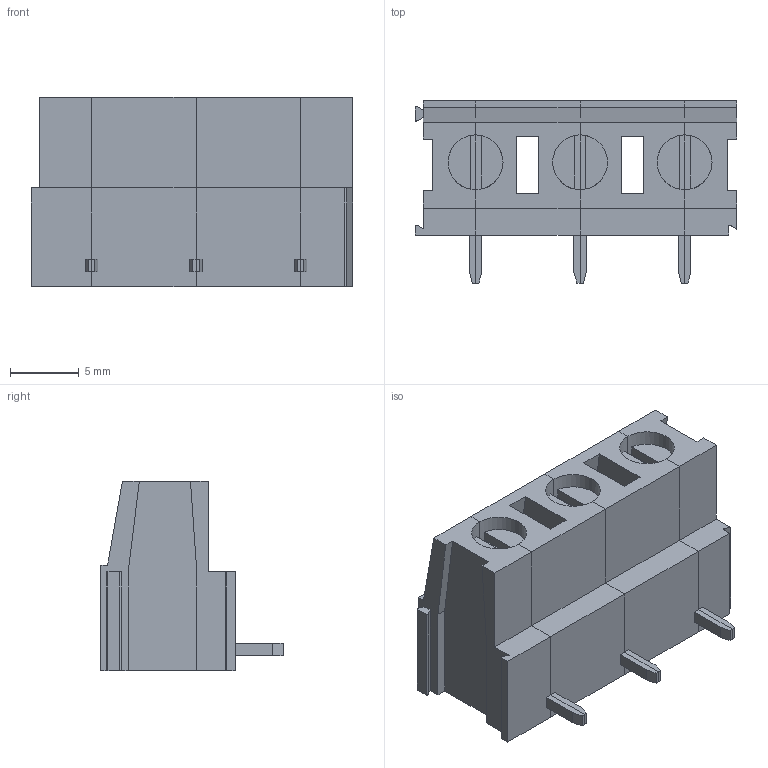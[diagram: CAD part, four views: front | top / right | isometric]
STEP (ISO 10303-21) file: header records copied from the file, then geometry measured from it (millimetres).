
FILE_DESCRIPTION( ( 'Unknown' ), '1' );
FILE_NAME( '691216400003.stp', 'Unknown', ( 'Unknown' ), ( 'Unknown' ), 'PSStep 18.0.17', 'Unknown', ' ' );
FILE_SCHEMA( ( 'AUTOMOTIVE_DESIGN { 1 0 10303 214 1 1 1 1 }' ) );
Length unit declared in the file: millimetre
Products named in the file (4): Assem1; CLL7.62SQ_DX; CLL7.62SQ_CNT; CLL7.62SQ_SX
Assembly tree (4 placements, depth 2):
  Assem1
    CLL7.62SQ_DX
    CLL7.62SQ_CNT  x2
    CLL7.62SQ_SX
Bounding box: 23.46 x 13.3 x 13.8 mm (x, y, z)
Volume: 2062.5 mm3; surface area: 2621.5 mm2
Topology: 4 solids, 4 shells, 230 faces, 654 edges, 432 vertices
Faces by surface type: plane 214, cylinder 16
Entity records: 6632 total; most frequent: CARTESIAN_POINT 943, ORIENTED_EDGE 932, DIRECTION 836, EDGE_CURVE 466, LINE 434, VECTOR 434, VERTEX_POINT 308, AXIS2_PLACEMENT_3D 201
